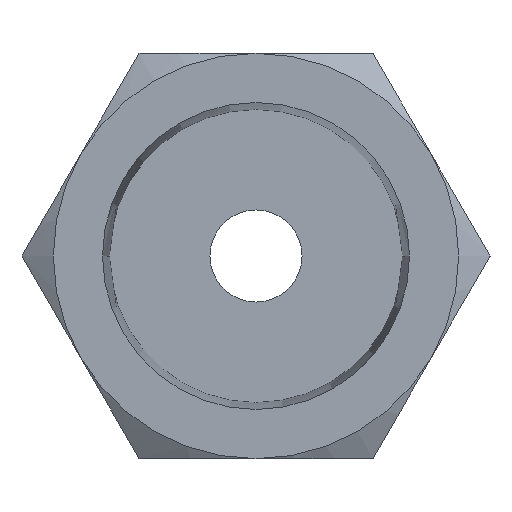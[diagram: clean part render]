
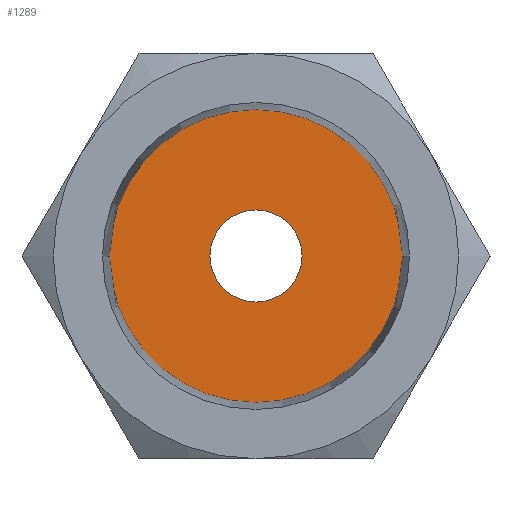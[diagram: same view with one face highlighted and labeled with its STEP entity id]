
A CAD part, front view. The second image highlights one B-rep face of the part: STEP entity #1289.
In plain terms, the highlighted planar face has unit normal (0, -1, 0).
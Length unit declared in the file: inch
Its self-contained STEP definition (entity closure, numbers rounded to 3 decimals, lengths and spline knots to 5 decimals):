
#5 = FACE_OUTER_BOUND ( 'NONE', #533, .T. ) ;
#40 = CIRCLE ( 'NONE', #1135, 0.31323 ) ;
#61 = ORIENTED_EDGE ( 'NONE', *, *, #1175, .T. ) ;
#94 = EDGE_CURVE ( 'NONE', #139, #1248, #1054, .T. ) ;
#128 = AXIS2_PLACEMENT_3D ( 'NONE', #1682, #599, #1849 ) ;
#139 = VERTEX_POINT ( 'NONE', #1098 ) ;
#146 = DIRECTION ( 'NONE',  ( 0., -1., 0. ) ) ;
#149 = CARTESIAN_POINT ( 'NONE',  ( 0., -0.07874, 0. ) ) ;
#197 = CARTESIAN_POINT ( 'NONE',  ( -0.31323, -0.07874, 0. ) ) ;
#200 = DIRECTION ( 'NONE',  ( 1., 0., 0. ) ) ;
#388 = CARTESIAN_POINT ( 'NONE',  ( 0.31323, -0.07874, 0. ) ) ;
#533 = EDGE_LOOP ( 'NONE', ( #61, #1885 ) ) ;
#594 = DIRECTION ( 'NONE',  ( 1., 0., 0. ) ) ;
#599 = DIRECTION ( 'NONE',  ( 0., -1., 0. ) ) ;
#611 = DIRECTION ( 'NONE',  ( 0., -1., 0. ) ) ;
#636 = CARTESIAN_POINT ( 'NONE',  ( 0., -0.07874, 0. ) ) ;
#715 = ORIENTED_EDGE ( 'NONE', *, *, #94, .F. ) ;
#716 = DIRECTION ( 'NONE',  ( 0., -1., 0. ) ) ;
#734 = FACE_BOUND ( 'NONE', #841, .T. ) ;
#735 = PLANE ( 'NONE',  #975 ) ;
#841 = EDGE_LOOP ( 'NONE', ( #1983, #715 ) ) ;
#891 = DIRECTION ( 'NONE',  ( 0., 0., 1. ) ) ;
#956 = CARTESIAN_POINT ( 'NONE',  ( 0., -0.07874, 0. ) ) ;
#975 = AXIS2_PLACEMENT_3D ( 'NONE', #1943, #1066, #891 ) ;
#1001 = VERTEX_POINT ( 'NONE', #388 ) ;
#1054 = CIRCLE ( 'NONE', #1087, 0.09843 ) ;
#1066 = DIRECTION ( 'NONE',  ( 0., 1., 0. ) ) ;
#1087 = AXIS2_PLACEMENT_3D ( 'NONE', #636, #716, #200 ) ;
#1098 = CARTESIAN_POINT ( 'NONE',  ( -0.09843, -0.07874, 0. ) ) ;
#1135 = AXIS2_PLACEMENT_3D ( 'NONE', #149, #146, #1648 ) ;
#1157 = VERTEX_POINT ( 'NONE', #197 ) ;
#1175 = EDGE_CURVE ( 'NONE', #1001, #1157, #40, .T. ) ;
#1192 = CIRCLE ( 'NONE', #128, 0.09843 ) ;
#1248 = VERTEX_POINT ( 'NONE', #1816 ) ;
#1251 = EDGE_CURVE ( 'NONE', #1157, #1001, #1845, .T. ) ;
#1253 = AXIS2_PLACEMENT_3D ( 'NONE', #956, #611, #594 ) ;
#1289 = ADVANCED_FACE ( 'NONE', ( #734, #5 ), #735, .F. ) ;
#1648 = DIRECTION ( 'NONE',  ( 1., 0., 0. ) ) ;
#1682 = CARTESIAN_POINT ( 'NONE',  ( 0., -0.07874, 0. ) ) ;
#1759 = EDGE_CURVE ( 'NONE', #1248, #139, #1192, .T. ) ;
#1816 = CARTESIAN_POINT ( 'NONE',  ( 0.09843, -0.07874, 0. ) ) ;
#1845 = CIRCLE ( 'NONE', #1253, 0.31323 ) ;
#1849 = DIRECTION ( 'NONE',  ( 1., 0., 0. ) ) ;
#1885 = ORIENTED_EDGE ( 'NONE', *, *, #1251, .T. ) ;
#1943 = CARTESIAN_POINT ( 'NONE',  ( -0.20583, -0.07874, 0. ) ) ;
#1983 = ORIENTED_EDGE ( 'NONE', *, *, #1759, .F. ) ;
